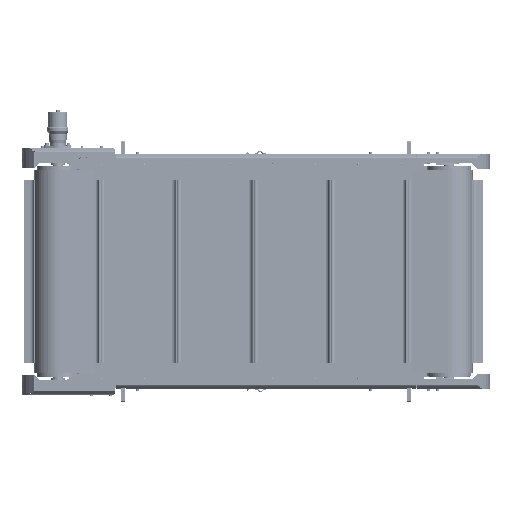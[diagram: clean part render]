
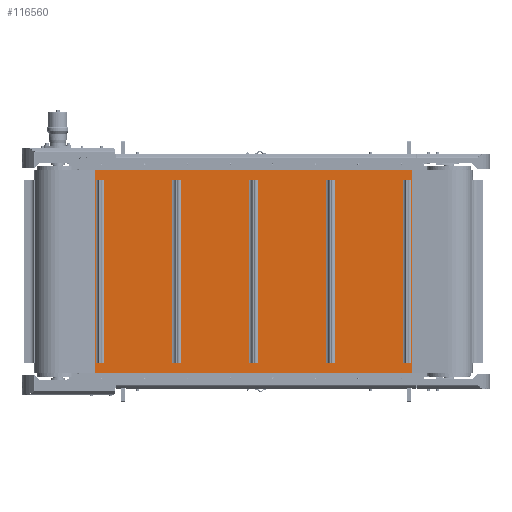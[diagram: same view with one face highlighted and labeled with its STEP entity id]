
A CAD part, left-side view. The second image highlights one B-rep face of the part: STEP entity #116560.
In plain terms, the highlighted planar face has unit normal (-1, 0, 0).
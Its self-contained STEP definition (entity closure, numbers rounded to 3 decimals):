
#1989=FACE_BOUND('',#21297,.T.);
#1990=FACE_BOUND('',#21298,.T.);
#1991=FACE_BOUND('',#21299,.T.);
#1992=FACE_BOUND('',#21300,.T.);
#1993=FACE_BOUND('',#21301,.T.);
#6733=PLANE('',#126373);
#14125=FACE_OUTER_BOUND('',#21296,.T.);
#21296=EDGE_LOOP('',(#100273,#100274,#100275,#100276));
#21297=EDGE_LOOP('',(#100277,#100278,#100279,#100280));
#21298=EDGE_LOOP('',(#100281,#100282,#100283,#100284));
#21299=EDGE_LOOP('',(#100285,#100286,#100287,#100288));
#21300=EDGE_LOOP('',(#100289,#100290,#100291,#100292));
#21301=EDGE_LOOP('',(#100293,#100294,#100295,#100296));
#30724=LINE('',#197049,#40447);
#30728=LINE('',#197057,#40451);
#30741=LINE('',#197091,#40464);
#30743=LINE('',#197094,#40466);
#30744=LINE('',#197098,#40467);
#30748=LINE('',#197106,#40471);
#30761=LINE('',#197140,#40484);
#30763=LINE('',#197143,#40486);
#30764=LINE('',#197147,#40487);
#30768=LINE('',#197155,#40491);
#30781=LINE('',#197189,#40504);
#30783=LINE('',#197192,#40506);
#30784=LINE('',#197196,#40507);
#30788=LINE('',#197204,#40511);
#30801=LINE('',#197238,#40524);
#30803=LINE('',#197241,#40526);
#30804=LINE('',#197245,#40527);
#30808=LINE('',#197253,#40531);
#30821=LINE('',#197287,#40544);
#30823=LINE('',#197290,#40546);
#30976=LINE('',#197667,#40699);
#30982=LINE('',#197683,#40705);
#30994=LINE('',#197710,#40717);
#30995=LINE('',#197712,#40718);
#40447=VECTOR('',#153854,10.);
#40451=VECTOR('',#153860,10.);
#40464=VECTOR('',#153893,10.);
#40466=VECTOR('',#153897,10.);
#40467=VECTOR('',#153900,10.);
#40471=VECTOR('',#153906,10.);
#40484=VECTOR('',#153939,10.);
#40486=VECTOR('',#153943,10.);
#40487=VECTOR('',#153946,10.);
#40491=VECTOR('',#153952,10.);
#40504=VECTOR('',#153985,10.);
#40506=VECTOR('',#153989,10.);
#40507=VECTOR('',#153992,10.);
#40511=VECTOR('',#153998,10.);
#40524=VECTOR('',#154031,10.);
#40526=VECTOR('',#154035,10.);
#40527=VECTOR('',#154038,10.);
#40531=VECTOR('',#154044,10.);
#40544=VECTOR('',#154077,10.);
#40546=VECTOR('',#154081,10.);
#40699=VECTOR('',#154438,10.);
#40705=VECTOR('',#154450,10.);
#40717=VECTOR('',#154478,10.);
#40718=VECTOR('',#154481,10.);
#54802=VERTEX_POINT('',#197047);
#54803=VERTEX_POINT('',#197048);
#54806=VERTEX_POINT('',#197056);
#54817=VERTEX_POINT('',#197090);
#54818=VERTEX_POINT('',#197096);
#54819=VERTEX_POINT('',#197097);
#54822=VERTEX_POINT('',#197105);
#54833=VERTEX_POINT('',#197139);
#54834=VERTEX_POINT('',#197145);
#54835=VERTEX_POINT('',#197146);
#54838=VERTEX_POINT('',#197154);
#54849=VERTEX_POINT('',#197188);
#54850=VERTEX_POINT('',#197194);
#54851=VERTEX_POINT('',#197195);
#54854=VERTEX_POINT('',#197203);
#54865=VERTEX_POINT('',#197237);
#54866=VERTEX_POINT('',#197243);
#54867=VERTEX_POINT('',#197244);
#54870=VERTEX_POINT('',#197252);
#54881=VERTEX_POINT('',#197286);
#55002=VERTEX_POINT('',#197665);
#55003=VERTEX_POINT('',#197666);
#55010=VERTEX_POINT('',#197682);
#55017=VERTEX_POINT('',#197708);
#69983=EDGE_CURVE('',#54802,#54803,#30724,.T.);
#69987=EDGE_CURVE('',#54806,#54802,#30728,.T.);
#70004=EDGE_CURVE('',#54817,#54806,#30741,.T.);
#70006=EDGE_CURVE('',#54803,#54817,#30743,.T.);
#70007=EDGE_CURVE('',#54818,#54819,#30744,.T.);
#70011=EDGE_CURVE('',#54822,#54818,#30748,.T.);
#70028=EDGE_CURVE('',#54833,#54822,#30761,.T.);
#70030=EDGE_CURVE('',#54819,#54833,#30763,.T.);
#70031=EDGE_CURVE('',#54834,#54835,#30764,.T.);
#70035=EDGE_CURVE('',#54838,#54834,#30768,.T.);
#70052=EDGE_CURVE('',#54849,#54838,#30781,.T.);
#70054=EDGE_CURVE('',#54835,#54849,#30783,.T.);
#70055=EDGE_CURVE('',#54850,#54851,#30784,.T.);
#70059=EDGE_CURVE('',#54854,#54850,#30788,.T.);
#70076=EDGE_CURVE('',#54865,#54854,#30801,.T.);
#70078=EDGE_CURVE('',#54851,#54865,#30803,.T.);
#70079=EDGE_CURVE('',#54866,#54867,#30804,.T.);
#70083=EDGE_CURVE('',#54870,#54866,#30808,.T.);
#70100=EDGE_CURVE('',#54881,#54870,#30821,.T.);
#70102=EDGE_CURVE('',#54867,#54881,#30823,.T.);
#70287=EDGE_CURVE('',#55002,#55003,#30976,.T.);
#70295=EDGE_CURVE('',#55010,#55003,#30982,.T.);
#70309=EDGE_CURVE('',#55002,#55017,#30994,.T.);
#70310=EDGE_CURVE('',#55010,#55017,#30995,.T.);
#100273=ORIENTED_EDGE('',*,*,#70309,.T.);
#100274=ORIENTED_EDGE('',*,*,#70310,.F.);
#100275=ORIENTED_EDGE('',*,*,#70295,.T.);
#100276=ORIENTED_EDGE('',*,*,#70287,.F.);
#100277=ORIENTED_EDGE('',*,*,#69987,.T.);
#100278=ORIENTED_EDGE('',*,*,#69983,.T.);
#100279=ORIENTED_EDGE('',*,*,#70006,.T.);
#100280=ORIENTED_EDGE('',*,*,#70004,.T.);
#100281=ORIENTED_EDGE('',*,*,#70011,.T.);
#100282=ORIENTED_EDGE('',*,*,#70007,.T.);
#100283=ORIENTED_EDGE('',*,*,#70030,.T.);
#100284=ORIENTED_EDGE('',*,*,#70028,.T.);
#100285=ORIENTED_EDGE('',*,*,#70035,.T.);
#100286=ORIENTED_EDGE('',*,*,#70031,.T.);
#100287=ORIENTED_EDGE('',*,*,#70054,.T.);
#100288=ORIENTED_EDGE('',*,*,#70052,.T.);
#100289=ORIENTED_EDGE('',*,*,#70059,.T.);
#100290=ORIENTED_EDGE('',*,*,#70055,.T.);
#100291=ORIENTED_EDGE('',*,*,#70078,.T.);
#100292=ORIENTED_EDGE('',*,*,#70076,.T.);
#100293=ORIENTED_EDGE('',*,*,#70083,.T.);
#100294=ORIENTED_EDGE('',*,*,#70079,.T.);
#100295=ORIENTED_EDGE('',*,*,#70102,.T.);
#100296=ORIENTED_EDGE('',*,*,#70100,.T.);
#116560=ADVANCED_FACE('',(#14125,#1989,#1990,#1991,#1992,#1993),#6733,.T.);
#126373=AXIS2_PLACEMENT_3D('',#197711,#154479,#154480);
#153854=DIRECTION('',(0.,0.,1.));
#153860=DIRECTION('',(0.,1.,0.));
#153893=DIRECTION('',(0.,0.,-1.));
#153897=DIRECTION('',(0.,-1.,0.));
#153900=DIRECTION('',(0.,0.,1.));
#153906=DIRECTION('',(0.,1.,0.));
#153939=DIRECTION('',(0.,0.,-1.));
#153943=DIRECTION('',(0.,-1.,0.));
#153946=DIRECTION('',(0.,0.,1.));
#153952=DIRECTION('',(0.,1.,0.));
#153985=DIRECTION('',(0.,0.,-1.));
#153989=DIRECTION('',(0.,-1.,0.));
#153992=DIRECTION('',(0.,0.,1.));
#153998=DIRECTION('',(0.,1.,0.));
#154031=DIRECTION('',(0.,0.,-1.));
#154035=DIRECTION('',(0.,-1.,0.));
#154038=DIRECTION('',(0.,0.,1.));
#154044=DIRECTION('',(0.,1.,0.));
#154077=DIRECTION('',(0.,0.,-1.));
#154081=DIRECTION('',(0.,-1.,0.));
#154438=DIRECTION('',(0.,1.,0.));
#154450=DIRECTION('',(0.,0.,-1.));
#154478=DIRECTION('',(0.,0.,1.));
#154479=DIRECTION('center_axis',(-1.,0.,0.));
#154480=DIRECTION('ref_axis',(0.,-1.,0.));
#154481=DIRECTION('',(0.,-1.,0.));
#197047=CARTESIAN_POINT('',(-201.85,-753.662,-450.));
#197048=CARTESIAN_POINT('',(-201.85,-753.662,450.));
#197049=CARTESIAN_POINT('',(-201.85,-753.662,0.));
#197056=CARTESIAN_POINT('',(-201.85,-797.662,-450.));
#197057=CARTESIAN_POINT('',(-201.85,-9.075,-450.));
#197090=CARTESIAN_POINT('',(-201.85,-797.662,450.));
#197091=CARTESIAN_POINT('',(-201.85,-797.662,0.));
#197094=CARTESIAN_POINT('',(-201.85,-9.075,450.));
#197096=CARTESIAN_POINT('',(-201.85,-376.899,-450.));
#197097=CARTESIAN_POINT('',(-201.85,-376.899,450.));
#197098=CARTESIAN_POINT('',(-201.85,-376.899,0.));
#197105=CARTESIAN_POINT('',(-201.85,-420.899,-450.));
#197106=CARTESIAN_POINT('',(-201.85,179.307,-450.));
#197139=CARTESIAN_POINT('',(-201.85,-420.899,450.));
#197140=CARTESIAN_POINT('',(-201.85,-420.899,0.));
#197143=CARTESIAN_POINT('',(-201.85,179.307,450.));
#197145=CARTESIAN_POINT('',(-201.85,-0.136,-450.));
#197146=CARTESIAN_POINT('',(-201.85,-0.136,450.));
#197147=CARTESIAN_POINT('',(-201.85,-0.136,0.));
#197154=CARTESIAN_POINT('',(-201.85,-44.136,-450.));
#197155=CARTESIAN_POINT('',(-201.85,367.688,-450.));
#197188=CARTESIAN_POINT('',(-201.85,-44.136,450.));
#197189=CARTESIAN_POINT('',(-201.85,-44.136,0.));
#197192=CARTESIAN_POINT('',(-201.85,367.688,450.));
#197194=CARTESIAN_POINT('',(-201.85,376.627,-450.));
#197195=CARTESIAN_POINT('',(-201.85,376.627,450.));
#197196=CARTESIAN_POINT('',(-201.85,376.627,0.));
#197203=CARTESIAN_POINT('',(-201.85,332.627,-450.));
#197204=CARTESIAN_POINT('',(-201.85,556.07,-450.));
#197237=CARTESIAN_POINT('',(-201.85,332.627,450.));
#197238=CARTESIAN_POINT('',(-201.85,332.627,0.));
#197241=CARTESIAN_POINT('',(-201.85,556.07,450.));
#197243=CARTESIAN_POINT('',(-201.85,753.39,-450.));
#197244=CARTESIAN_POINT('',(-201.85,753.39,450.));
#197245=CARTESIAN_POINT('',(-201.85,753.39,0.));
#197252=CARTESIAN_POINT('',(-201.85,709.39,-450.));
#197253=CARTESIAN_POINT('',(-201.85,744.451,-450.));
#197286=CARTESIAN_POINT('',(-201.85,709.39,450.));
#197287=CARTESIAN_POINT('',(-201.85,709.39,0.));
#197290=CARTESIAN_POINT('',(-201.85,744.451,450.));
#197665=CARTESIAN_POINT('',(-201.85,-801.513,-500.));
#197666=CARTESIAN_POINT('',(-201.85,757.513,-500.));
#197667=CARTESIAN_POINT('',(-201.85,757.513,-500.));
#197682=CARTESIAN_POINT('',(-201.85,757.513,500.));
#197683=CARTESIAN_POINT('',(-201.85,757.513,0.));
#197708=CARTESIAN_POINT('',(-201.85,-801.513,500.));
#197710=CARTESIAN_POINT('',(-201.85,-801.513,0.));
#197711=CARTESIAN_POINT('Origin',(-201.85,757.513,0.));
#197712=CARTESIAN_POINT('',(-201.85,757.513,500.));
